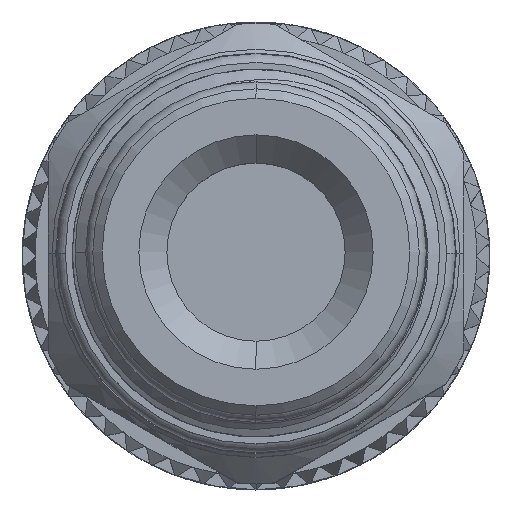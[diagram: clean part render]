
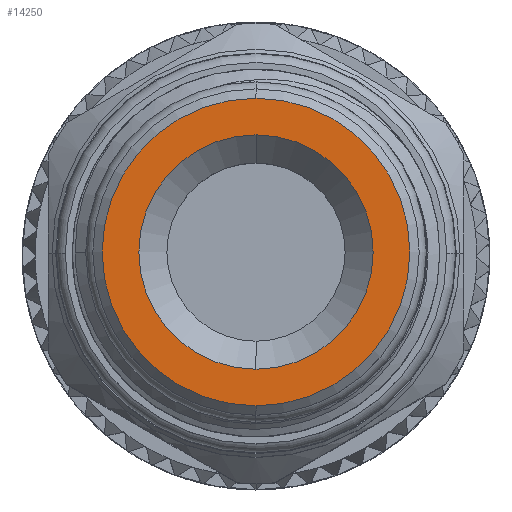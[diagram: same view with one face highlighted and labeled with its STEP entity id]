
A CAD part, top view. The second image highlights one B-rep face of the part: STEP entity #14250.
In plain terms, the highlighted planar face has unit normal (0, 0, 1).
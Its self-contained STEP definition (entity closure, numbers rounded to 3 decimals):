
#363 = VERTEX_POINT ( 'NONE', #18072 ) ;
#1309 = CARTESIAN_POINT ( 'NONE',  ( 0., 8.225, 45.202 ) ) ;
#1364 = EDGE_CURVE ( 'NONE', #363, #12298, #4751, .T. ) ;
#3233 = CIRCLE ( 'NONE', #29844, 6.265 ) ;
#4076 = DIRECTION ( 'NONE',  ( 0., -1., 0. ) ) ;
#4751 = CIRCLE ( 'NONE', #35042, 8.225 ) ;
#4941 = CARTESIAN_POINT ( 'NONE',  ( 0., 0., 45.202 ) ) ;
#6604 = VERTEX_POINT ( 'NONE', #30040 ) ;
#8152 = EDGE_LOOP ( 'NONE', ( #21218, #16384 ) ) ;
#8220 = DIRECTION ( 'NONE',  ( 0., -1., 0. ) ) ;
#8668 = EDGE_CURVE ( 'NONE', #6604, #24884, #3233, .T. ) ;
#8694 = AXIS2_PLACEMENT_3D ( 'NONE', #35225, #26903, #21051 ) ;
#10900 = CIRCLE ( 'NONE', #15259, 8.225 ) ;
#11345 = ORIENTED_EDGE ( 'NONE', *, *, #13772, .F. ) ;
#12229 = DIRECTION ( 'NONE',  ( 0., 0., -1. ) ) ;
#12298 = VERTEX_POINT ( 'NONE', #1309 ) ;
#13772 = EDGE_CURVE ( 'NONE', #24884, #6604, #24504, .T. ) ;
#14167 = ORIENTED_EDGE ( 'NONE', *, *, #8668, .F. ) ;
#14250 = ADVANCED_FACE ( 'NONE', ( #17070, #28025 ), #20405, .F. ) ;
#15259 = AXIS2_PLACEMENT_3D ( 'NONE', #25030, #33624, #28114 ) ;
#15880 = CARTESIAN_POINT ( 'NONE',  ( 0., 0., 45.202 ) ) ;
#15976 = EDGE_CURVE ( 'NONE', #12298, #363, #10900, .T. ) ;
#16384 = ORIENTED_EDGE ( 'NONE', *, *, #15976, .T. ) ;
#17070 = FACE_OUTER_BOUND ( 'NONE', #8152, .T. ) ;
#18072 = CARTESIAN_POINT ( 'NONE',  ( 0., -8.225, 45.202 ) ) ;
#20405 = PLANE ( 'NONE',  #24809 ) ;
#20769 = CARTESIAN_POINT ( 'NONE',  ( 0., 0., 45.202 ) ) ;
#20894 = CARTESIAN_POINT ( 'NONE',  ( 0., 6.265, 45.202 ) ) ;
#21051 = DIRECTION ( 'NONE',  ( 0., 1., 0. ) ) ;
#21218 = ORIENTED_EDGE ( 'NONE', *, *, #1364, .T. ) ;
#24504 = CIRCLE ( 'NONE', #8694, 6.265 ) ;
#24809 = AXIS2_PLACEMENT_3D ( 'NONE', #20769, #12229, #4076 ) ;
#24884 = VERTEX_POINT ( 'NONE', #20894 ) ;
#25030 = CARTESIAN_POINT ( 'NONE',  ( 0., 0., 45.202 ) ) ;
#26208 = EDGE_LOOP ( 'NONE', ( #11345, #14167 ) ) ;
#26903 = DIRECTION ( 'NONE',  ( 0., 0., 1. ) ) ;
#26996 = DIRECTION ( 'NONE',  ( 0., 1., 0. ) ) ;
#28025 = FACE_BOUND ( 'NONE', #26208, .T. ) ;
#28114 = DIRECTION ( 'NONE',  ( 0., -1., 0. ) ) ;
#29844 = AXIS2_PLACEMENT_3D ( 'NONE', #15880, #35558, #26996 ) ;
#30040 = CARTESIAN_POINT ( 'NONE',  ( 0., -6.265, 45.202 ) ) ;
#32986 = DIRECTION ( 'NONE',  ( 0., 0., 1. ) ) ;
#33624 = DIRECTION ( 'NONE',  ( 0., 0., 1. ) ) ;
#35042 = AXIS2_PLACEMENT_3D ( 'NONE', #4941, #32986, #8220 ) ;
#35225 = CARTESIAN_POINT ( 'NONE',  ( 0., 0., 45.202 ) ) ;
#35558 = DIRECTION ( 'NONE',  ( 0., 0., 1. ) ) ;
